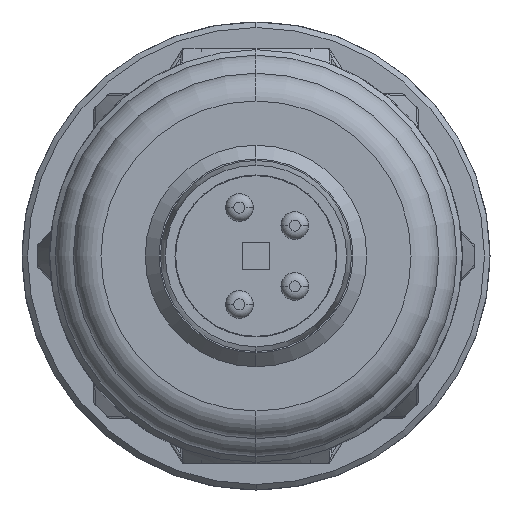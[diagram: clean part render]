
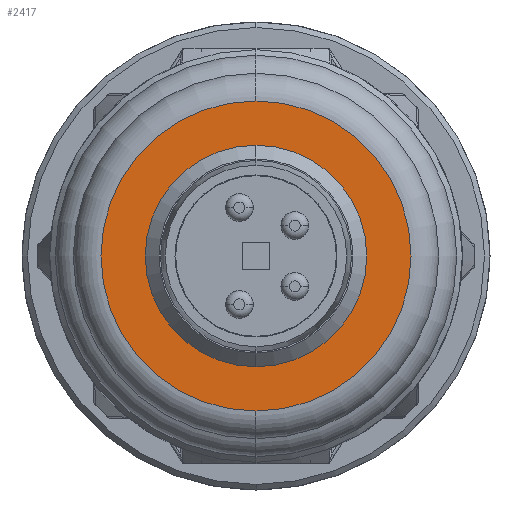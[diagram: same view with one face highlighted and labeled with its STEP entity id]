
A CAD part, left-side view. The second image highlights one B-rep face of the part: STEP entity #2417.
In plain terms, the highlighted planar face has unit normal (-1, 0, 0).
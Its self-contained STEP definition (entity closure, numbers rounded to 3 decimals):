
#2417=ADVANCED_FACE('NONE',(#5075,#5076),#5077,.F.);
#5075=FACE_OUTER_BOUND('',#12798,.T.);
#5076=FACE_BOUND('',#12799,.T.);
#5077=PLANE('',#12800);
#12798=EDGE_LOOP('',(#19570,#19571));
#12799=EDGE_LOOP('',(#19572,#19573));
#12800=AXIS2_PLACEMENT_3D('',#19574,#19575,#19576);
#19570=ORIENTED_EDGE('',*,*,#24201,.T.);
#19571=ORIENTED_EDGE('',*,*,#21850,.T.);
#19572=ORIENTED_EDGE('',*,*,#21847,.T.);
#19573=ORIENTED_EDGE('',*,*,#24202,.T.);
#19574=CARTESIAN_POINT('',(-6.82,3.5,0.0));
#19575=DIRECTION('',(1.0,0.0,0.0));
#19576=DIRECTION('',(0.0,1.0,-0.0));
#21847=EDGE_CURVE('NONE',#25328,#25326,#25329,.T.);
#21850=EDGE_CURVE('NONE',#25332,#25333,#25334,.T.);
#24201=EDGE_CURVE('NONE',#25333,#25332,#28717,.T.);
#24202=EDGE_CURVE('NONE',#25326,#25328,#28718,.T.);
#25326=VERTEX_POINT('NONE',#30457);
#25328=VERTEX_POINT('NONE',#30460);
#25329=CIRCLE('',#30461,4.);
#25332=VERTEX_POINT('NONE',#30465);
#25333=VERTEX_POINT('NONE',#30466);
#25334=CIRCLE('',#30467,5.6);
#28717=CIRCLE('',#38906,5.6);
#28718=CIRCLE('',#38907,4.);
#30457=CARTESIAN_POINT('',(-6.82,0.,4.));
#30460=CARTESIAN_POINT('',(-6.82,0.0,-4.));
#30461=AXIS2_PLACEMENT_3D('',#40641,#40642,#40643);
#30465=CARTESIAN_POINT('',(-6.82,0.,5.6));
#30466=CARTESIAN_POINT('',(-6.82,0.0,-5.6));
#30467=AXIS2_PLACEMENT_3D('',#40645,#40646,#40647);
#38906=AXIS2_PLACEMENT_3D('',#42818,#42819,#42820);
#38907=AXIS2_PLACEMENT_3D('',#42821,#42822,#42823);
#40641=CARTESIAN_POINT('',(-6.82,0.0,0.0));
#40642=DIRECTION('',(1.0,0.0,0.0));
#40643=DIRECTION('',(0.0,0.0,-1.0));
#40645=CARTESIAN_POINT('',(-6.82,0.0,0.0));
#40646=DIRECTION('',(-1.0,-0.0,-0.0));
#40647=DIRECTION('',(0.0,0.0,-1.0));
#42818=CARTESIAN_POINT('',(-6.82,0.0,0.0));
#42819=DIRECTION('',(-1.0,-0.0,-0.0));
#42820=DIRECTION('',(0.0,0.0,-1.0));
#42821=CARTESIAN_POINT('',(-6.82,0.0,0.0));
#42822=DIRECTION('',(1.0,0.0,0.0));
#42823=DIRECTION('',(0.0,0.0,-1.0));
